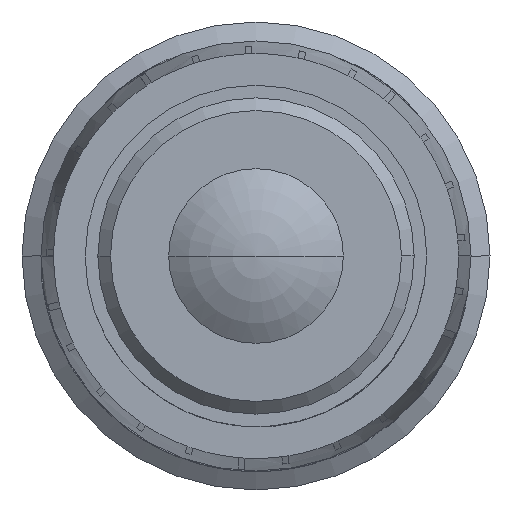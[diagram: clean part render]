
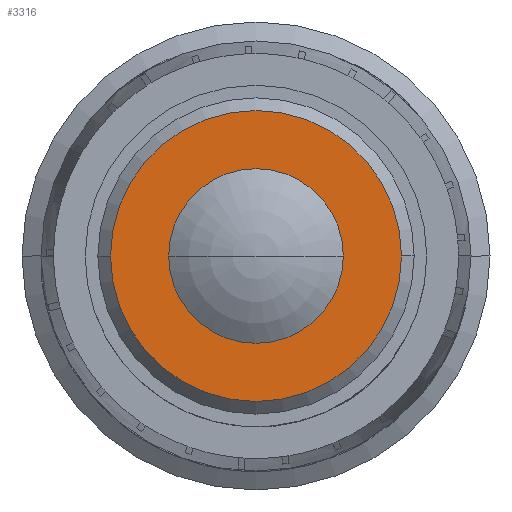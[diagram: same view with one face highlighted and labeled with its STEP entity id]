
A CAD part, left-side view. The second image highlights one B-rep face of the part: STEP entity #3316.
In plain terms, the highlighted planar face has unit normal (-1, 0, 0).
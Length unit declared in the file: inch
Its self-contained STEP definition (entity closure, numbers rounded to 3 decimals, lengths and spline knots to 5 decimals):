
#3236 = EDGE_LOOP ( 'NONE', ( #3294, #3297 ) ) ;
#3271 = EDGE_CURVE ( 'NONE', #8841, #8840, #24513, .T. ) ;
#3274 = EDGE_LOOP ( 'NONE', ( #3326, #3295 ) ) ;
#3276 = EDGE_CURVE ( 'NONE', #8784, #8799, #24373, .T. ) ;
#3294 = ORIENTED_EDGE ( 'NONE', *, *, #8798, .F. ) ;
#3295 = ORIENTED_EDGE ( 'NONE', *, *, #8817, .T. ) ;
#3297 = ORIENTED_EDGE ( 'NONE', *, *, #3276, .F. ) ;
#3316 = ADVANCED_FACE ( 'NONE', ( #25639, #25841 ), #26009, .T. ) ;
#3326 = ORIENTED_EDGE ( 'NONE', *, *, #3271, .T. ) ;
#8784 = VERTEX_POINT ( 'NONE', #21137 ) ;
#8798 = EDGE_CURVE ( 'NONE', #8799, #8784, #21211, .T. ) ;
#8799 = VERTEX_POINT ( 'NONE', #21208 ) ;
#8817 = EDGE_CURVE ( 'NONE', #8840, #8841, #21299, .T. ) ;
#8840 = VERTEX_POINT ( 'NONE', #21401 ) ;
#8841 = VERTEX_POINT ( 'NONE', #21444 ) ;
#21137 = CARTESIAN_POINT ( 'NONE',  ( 0.35, 0.068, 0. ) ) ;
#21206 = DIRECTION ( 'NONE',  ( -1., 0., 0. ) ) ;
#21207 = CARTESIAN_POINT ( 'NONE',  ( 0.35, -0.001, 0. ) ) ;
#21208 = CARTESIAN_POINT ( 'NONE',  ( 0.35, -0.07, 0. ) ) ;
#21211 = CIRCLE ( 'NONE', #21274, 0.069 ) ;
#21235 = DIRECTION ( 'NONE',  ( 0., -1., 0. ) ) ;
#21274 = AXIS2_PLACEMENT_3D ( 'NONE', #21207, #21206, #21235 ) ;
#21299 = CIRCLE ( 'NONE', #21384, 0.115 ) ;
#21381 = DIRECTION ( 'NONE',  ( 0., -1., 0. ) ) ;
#21382 = DIRECTION ( 'NONE',  ( -1., 0., 0. ) ) ;
#21383 = CARTESIAN_POINT ( 'NONE',  ( 0.35, -0.001, 0. ) ) ;
#21384 = AXIS2_PLACEMENT_3D ( 'NONE', #21383, #21382, #21381 ) ;
#21401 = CARTESIAN_POINT ( 'NONE',  ( 0.35, -0.116, 0. ) ) ;
#21444 = CARTESIAN_POINT ( 'NONE',  ( 0.35, 0.114, 0. ) ) ;
#24371 = DIRECTION ( 'NONE',  ( 0., -1., 0. ) ) ;
#24372 = DIRECTION ( 'NONE',  ( -1., 0., 0. ) ) ;
#24373 = CIRCLE ( 'NONE', #24486, 0.069 ) ;
#24459 = AXIS2_PLACEMENT_3D ( 'NONE', #24479, #24471, #24469 ) ;
#24469 = DIRECTION ( 'NONE',  ( 0., -1., 0. ) ) ;
#24471 = DIRECTION ( 'NONE',  ( -1., 0., 0. ) ) ;
#24479 = CARTESIAN_POINT ( 'NONE',  ( 0.35, -0.001, 0. ) ) ;
#24486 = AXIS2_PLACEMENT_3D ( 'NONE', #24546, #24372, #24371 ) ;
#24513 = CIRCLE ( 'NONE', #24459, 0.115 ) ;
#24546 = CARTESIAN_POINT ( 'NONE',  ( 0.35, -0.001, 0. ) ) ;
#25639 = FACE_OUTER_BOUND ( 'NONE', #3274, .T. ) ;
#25841 = FACE_BOUND ( 'NONE', #3236, .T. ) ;
#25879 = DIRECTION ( 'NONE',  ( 0., -1., 0. ) ) ;
#25885 = CARTESIAN_POINT ( 'NONE',  ( 0.35, 0., 0. ) ) ;
#26009 = PLANE ( 'NONE',  #26099 ) ;
#26057 = DIRECTION ( 'NONE',  ( -1., 0., 0. ) ) ;
#26099 = AXIS2_PLACEMENT_3D ( 'NONE', #25885, #26057, #25879 ) ;
